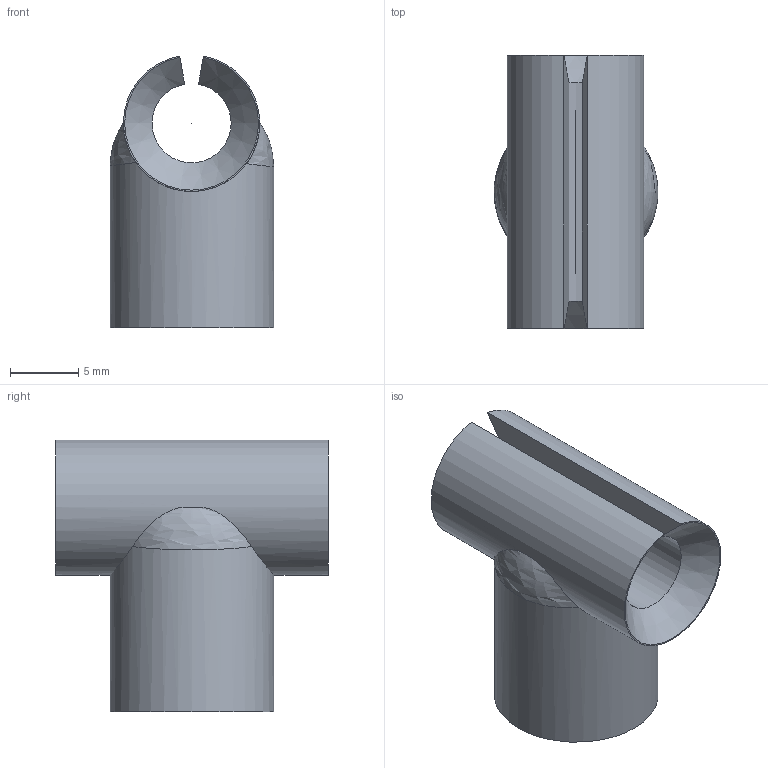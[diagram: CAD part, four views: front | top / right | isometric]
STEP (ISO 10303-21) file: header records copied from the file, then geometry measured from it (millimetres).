
FILE_DESCRIPTION(/* description */ (''),/* implementation_level */ '2;1');
FILE_NAME(/* name */ 'TO-18 Mount, Threaded v3.step',/* time_stamp */ '2025-08-01T20:44:36-04:00',/* author */ (''),/* organization */ (''),/* preprocessor_version */ 'ST-DEVELOPER v20.1',/* originating_system */ 'Autodesk Translation Framework v14.10.0.0',/* authorisation */ '');
FILE_SCHEMA (('AUTOMOTIVE_DESIGN { 1 0 10303 214 3 1 1 }'));
Length unit declared in the file: millimetre
Products named in the file (1): TO-18 Mount, Threaded
Bounding box: 12 x 20 x 19.92 mm (x, y, z)
Volume: 1490.9 mm3; surface area: 2001.9 mm2
Topology: 2 solids, 2 shells, 36 faces, 98 edges, 68 vertices
Faces by surface type: cylinder 21, plane 9, bspline 4, cone 2
Full cylindrical faces by diameter (mm): 8.526 x6, 10.198 x6, 12 x1
Entity records: 3269 total; most frequent: CARTESIAN_POINT 2404, ORIENTED_EDGE 196, DIRECTION 134, EDGE_CURVE 98, VERTEX_POINT 68, AXIS2_PLACEMENT_3D 51, B_SPLINE_CURVE_WITH_KNOTS 48, EDGE_LOOP 38
